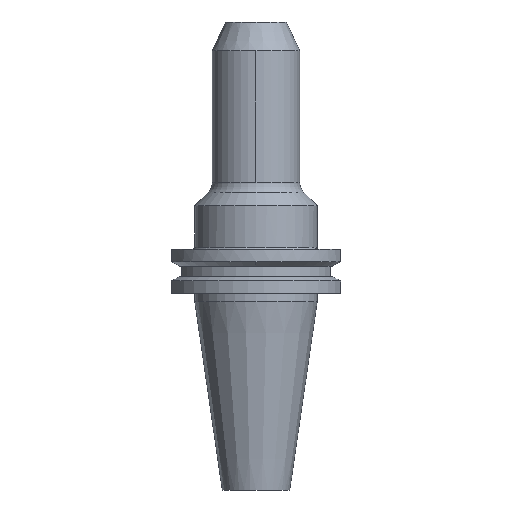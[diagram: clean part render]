
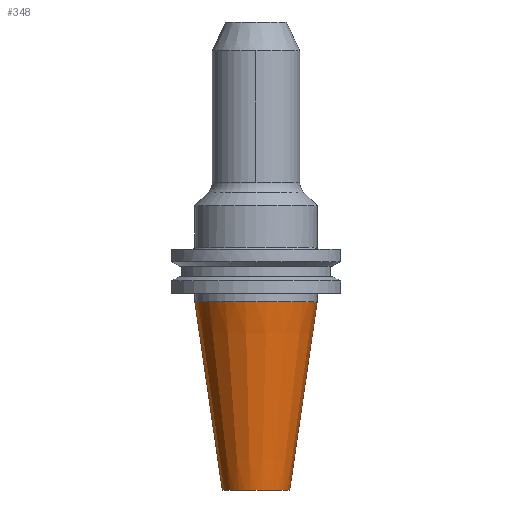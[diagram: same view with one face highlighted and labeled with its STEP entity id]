
A CAD part, front view. The second image highlights one B-rep face of the part: STEP entity #348.
In plain terms, the highlighted conical face has half-angle 8.297 degrees and reference radius 12.272 mm.
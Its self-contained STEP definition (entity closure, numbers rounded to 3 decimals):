
#55 = DIRECTION ( 'NONE',  ( 1., 0., 0. ) ) ;
#73 = CARTESIAN_POINT ( 'NONE',  ( 0., 0., -68.249 ) ) ;
#180 = ORIENTED_EDGE ( 'NONE', *, *, #728, .T. ) ;
#224 = LINE ( 'NONE', #907, #2067 ) ;
#348 = ADVANCED_FACE ( 'NONE', ( #1697 ), #2130, .T. ) ;
#403 = ORIENTED_EDGE ( 'NONE', *, *, #597, .F. ) ;
#432 = DIRECTION ( 'NONE',  ( 0., 0., 1. ) ) ;
#516 = DIRECTION ( 'NONE',  ( 0., 0., -1. ) ) ;
#597 = EDGE_CURVE ( 'NONE', #2086, #693, #1118, .T. ) ;
#662 = LINE ( 'NONE', #2174, #1065 ) ;
#693 = VERTEX_POINT ( 'NONE', #769 ) ;
#727 = DIRECTION ( 'NONE',  ( 0.144, 0., 0.99 ) ) ;
#728 = EDGE_CURVE ( 'NONE', #898, #1856, #1733, .T. ) ;
#769 = CARTESIAN_POINT ( 'NONE',  ( -12.272, 0., -68.249 ) ) ;
#789 = AXIS2_PLACEMENT_3D ( 'NONE', #2150, #901, #1847 ) ;
#795 = ORIENTED_EDGE ( 'NONE', *, *, #1972, .F. ) ;
#898 = VERTEX_POINT ( 'NONE', #1027 ) ;
#901 = DIRECTION ( 'NONE',  ( 0., 0., -1. ) ) ;
#907 = CARTESIAN_POINT ( 'NONE',  ( 12.272, 0., -68.249 ) ) ;
#1027 = CARTESIAN_POINT ( 'NONE',  ( 22.225, 0., 0. ) ) ;
#1029 = DIRECTION ( 'NONE',  ( -0.144, 0., 0.99 ) ) ;
#1065 = VECTOR ( 'NONE', #1029, 1000. ) ;
#1118 = CIRCLE ( 'NONE', #1904, 12.272 ) ;
#1358 = CARTESIAN_POINT ( 'NONE',  ( -22.225, 0., 0. ) ) ;
#1558 = CARTESIAN_POINT ( 'NONE',  ( 0., 0., -68.249 ) ) ;
#1697 = FACE_OUTER_BOUND ( 'NONE', #2297, .T. ) ;
#1733 = CIRCLE ( 'NONE', #789, 22.225 ) ;
#1742 = DIRECTION ( 'NONE',  ( 1., 0., 0. ) ) ;
#1847 = DIRECTION ( 'NONE',  ( 1., 0., 0. ) ) ;
#1856 = VERTEX_POINT ( 'NONE', #1358 ) ;
#1904 = AXIS2_PLACEMENT_3D ( 'NONE', #1558, #516, #1742 ) ;
#1942 = EDGE_CURVE ( 'NONE', #2086, #898, #224, .T. ) ;
#1972 = EDGE_CURVE ( 'NONE', #693, #1856, #662, .T. ) ;
#2067 = VECTOR ( 'NONE', #727, 1000. ) ;
#2086 = VERTEX_POINT ( 'NONE', #2269 ) ;
#2130 = CONICAL_SURFACE ( 'NONE', #2324, 12.272, 0.145 ) ;
#2150 = CARTESIAN_POINT ( 'NONE',  ( 0., 0., 0. ) ) ;
#2174 = CARTESIAN_POINT ( 'NONE',  ( -12.272, 0., -68.249 ) ) ;
#2266 = ORIENTED_EDGE ( 'NONE', *, *, #1942, .T. ) ;
#2269 = CARTESIAN_POINT ( 'NONE',  ( 12.272, 0., -68.249 ) ) ;
#2297 = EDGE_LOOP ( 'NONE', ( #795, #403, #2266, #180 ) ) ;
#2324 = AXIS2_PLACEMENT_3D ( 'NONE', #73, #432, #55 ) ;
